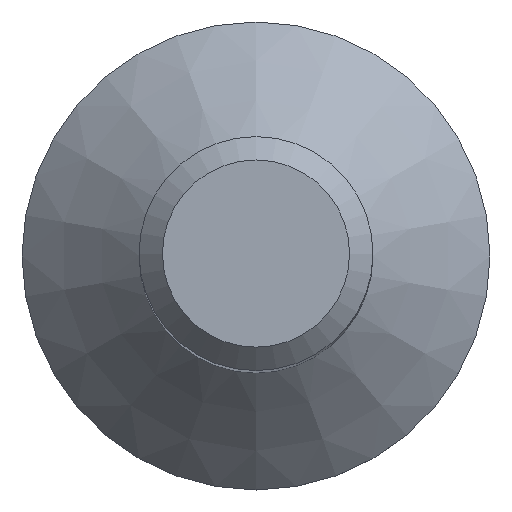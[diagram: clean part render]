
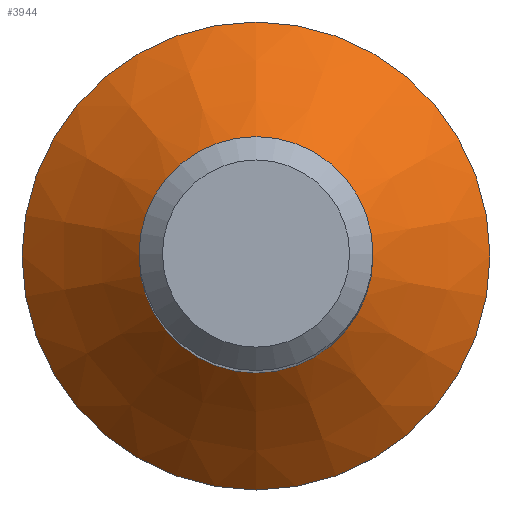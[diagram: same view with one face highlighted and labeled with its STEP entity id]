
A CAD part, top view. The second image highlights one B-rep face of the part: STEP entity #3944.
In plain terms, the highlighted conical face has half-angle 45 degrees and reference radius 10 mm.
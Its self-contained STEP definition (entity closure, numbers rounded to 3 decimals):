
#505 = DIRECTION ( 'NONE',  ( 0., 1., 0. ) ) ;
#1092 = DIRECTION ( 'NONE',  ( 0., 0., -1. ) ) ;
#1312 = CARTESIAN_POINT ( 'NONE',  ( 0., 10., 0.5 ) ) ;
#2363 = DIRECTION ( 'NONE',  ( 0., 1., 0. ) ) ;
#3000 = ORIENTED_EDGE ( 'NONE', *, *, #13061, .T. ) ;
#3285 = DIRECTION ( 'NONE',  ( 0., 1., 0. ) ) ;
#3843 = EDGE_LOOP ( 'NONE', ( #5939 ) ) ;
#3944 = ADVANCED_FACE ( 'NONE', ( #14934, #12735 ), #9050, .T. ) ;
#4036 = CIRCLE ( 'NONE', #9939, 5. ) ;
#4046 = DIRECTION ( 'NONE',  ( 0., 0., -1. ) ) ;
#5939 = ORIENTED_EDGE ( 'NONE', *, *, #13145, .F. ) ;
#6487 = EDGE_LOOP ( 'NONE', ( #3000 ) ) ;
#7594 = AXIS2_PLACEMENT_3D ( 'NONE', #11052, #4046, #505 ) ;
#7622 = VERTEX_POINT ( 'NONE', #1312 ) ;
#8079 = CARTESIAN_POINT ( 'NONE',  ( 0., 0., 0.5 ) ) ;
#9050 = CONICAL_SURFACE ( 'NONE', #9808, 10., 0.785 ) ;
#9808 = AXIS2_PLACEMENT_3D ( 'NONE', #8079, #1092, #3285 ) ;
#9939 = AXIS2_PLACEMENT_3D ( 'NONE', #13149, #12902, #2363 ) ;
#11052 = CARTESIAN_POINT ( 'NONE',  ( 0., 0., 0.5 ) ) ;
#11348 = CIRCLE ( 'NONE', #7594, 10. ) ;
#11922 = CARTESIAN_POINT ( 'NONE',  ( 0., 5., 5.5 ) ) ;
#12557 = VERTEX_POINT ( 'NONE', #11922 ) ;
#12735 = FACE_BOUND ( 'NONE', #6487, .T. ) ;
#12902 = DIRECTION ( 'NONE',  ( 0., 0., -1. ) ) ;
#13061 = EDGE_CURVE ( 'NONE', #12557, #12557, #4036, .T. ) ;
#13145 = EDGE_CURVE ( 'NONE', #7622, #7622, #11348, .T. ) ;
#13149 = CARTESIAN_POINT ( 'NONE',  ( 0., 0., 5.5 ) ) ;
#14934 = FACE_OUTER_BOUND ( 'NONE', #3843, .T. ) ;
